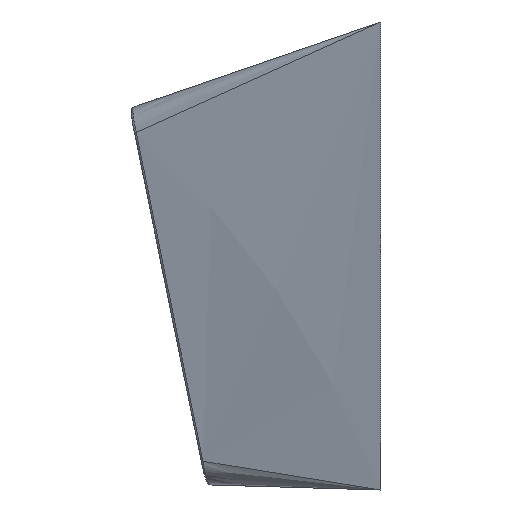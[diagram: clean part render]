
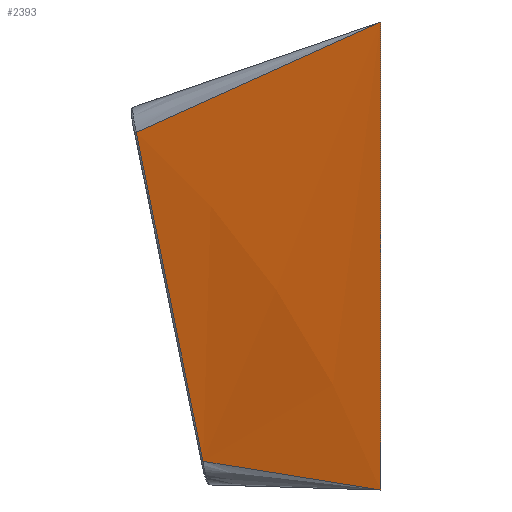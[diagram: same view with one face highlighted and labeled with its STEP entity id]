
A CAD part, left-side view. The second image highlights one B-rep face of the part: STEP entity #2393.
In plain terms, the highlighted free-form (B-spline) face has degree [3, 1] with [6, 2] control points.
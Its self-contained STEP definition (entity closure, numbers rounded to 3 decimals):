
#139 = EDGE_CURVE ( 'NONE', #1316, #1878, #495, .T. ) ;
#158 = CARTESIAN_POINT ( 'NONE',  ( 0., 0., 18. ) ) ;
#238 = CARTESIAN_POINT ( 'NONE',  ( 2.623, 6.833, 1.104 ) ) ;
#306 = EDGE_CURVE ( 'NONE', #646, #1986, #725, .T. ) ;
#324 = CARTESIAN_POINT ( 'NONE',  ( 2.628, 9.396, 13.756 ) ) ;
#463 = CARTESIAN_POINT ( 'NONE',  ( 0., 0., 15. ) ) ;
#489 = CARTESIAN_POINT ( 'NONE',  ( 1.83, 6.611, 15.035 ) ) ;
#495 = B_SPLINE_CURVE_WITH_KNOTS ( 'NONE', 3,
 ( #772, #2925, #489, #1459 ),
 .UNSPECIFIED., .F., .F.,
 ( 4, 4 ),
 ( 0., 0.991 ),
 .UNSPECIFIED. ) ;
#634 = FACE_OUTER_BOUND ( 'NONE', #984, .T. ) ;
#646 = VERTEX_POINT ( 'NONE', #2866 ) ;
#708 = CARTESIAN_POINT ( 'NONE',  ( 0., 0., 0. ) ) ;
#725 = B_SPLINE_CURVE_WITH_KNOTS ( 'NONE', 3,
 ( #2218, #1506, #1274, #2225 ),
 .UNSPECIFIED., .F., .F.,
 ( 4, 4 ),
 ( 0.011, 1. ),
 .UNSPECIFIED. ) ;
#772 = CARTESIAN_POINT ( 'NONE',  ( 0., 0., 18. ) ) ;
#841 = ORIENTED_EDGE ( 'NONE', *, *, #1477, .T. ) ;
#867 = ORIENTED_EDGE ( 'NONE', *, *, #306, .T. ) ;
#958 = CARTESIAN_POINT ( 'NONE',  ( 0., 0., 6. ) ) ;
#984 = EDGE_LOOP ( 'NONE', ( #2121, #841, #867, #1676 ) ) ;
#1142 = B_SPLINE_SURFACE_WITH_KNOTS ( 'NONE', 3, 1, ( 
 ( #708, #1892 ),
 ( #2396, #2142 ),
 ( #958, #2383 ),
 ( #1427, #2871 ),
 ( #463, #3098 ),
 ( #2131, #1660 ) ),
 .UNSPECIFIED., .F., .F., .F.,
 ( 4, 2, 4 ),
 ( 2, 2 ),
 ( 0., 0.5, 1. ),
 ( 0., 1. ),
 .UNSPECIFIED. ) ;
#1150 = CARTESIAN_POINT ( 'NONE',  ( 0., 0., 0. ) ) ;
#1189 = EDGE_CURVE ( 'NONE', #1316, #1986, #2992, .T. ) ;
#1210 = CARTESIAN_POINT ( 'NONE',  ( 2.628, 9.396, 13.756 ) ) ;
#1274 = CARTESIAN_POINT ( 'NONE',  ( 0.942, 2.388, 0.411 ) ) ;
#1316 = VERTEX_POINT ( 'NONE', #1880 ) ;
#1427 = CARTESIAN_POINT ( 'NONE',  ( 0., 0., 12. ) ) ;
#1459 = CARTESIAN_POINT ( 'NONE',  ( 2.628, 9.396, 13.756 ) ) ;
#1477 = EDGE_CURVE ( 'NONE', #1878, #646, #2624, .T. ) ;
#1506 = CARTESIAN_POINT ( 'NONE',  ( 1.816, 4.665, 0.78 ) ) ;
#1660 = CARTESIAN_POINT ( 'NONE',  ( 2.65, 9.666, 14.672 ) ) ;
#1676 = ORIENTED_EDGE ( 'NONE', *, *, #1189, .F. ) ;
#1878 = VERTEX_POINT ( 'NONE', #324 ) ;
#1880 = CARTESIAN_POINT ( 'NONE',  ( 0., 0., 18. ) ) ;
#1892 = CARTESIAN_POINT ( 'NONE',  ( 2.65, 6.72, 0.199 ) ) ;
#1986 = VERTEX_POINT ( 'NONE', #1150 ) ;
#2121 = ORIENTED_EDGE ( 'NONE', *, *, #139, .T. ) ;
#2131 = CARTESIAN_POINT ( 'NONE',  ( 0., 0., 18. ) ) ;
#2142 = CARTESIAN_POINT ( 'NONE',  ( 2.65, 7.211, 2.612 ) ) ;
#2218 = CARTESIAN_POINT ( 'NONE',  ( 2.623, 6.833, 1.104 ) ) ;
#2225 = CARTESIAN_POINT ( 'NONE',  ( 0., 0., 0. ) ) ;
#2286 = DIRECTION ( 'NONE',  ( 0., 0., -1. ) ) ;
#2353 = VECTOR ( 'NONE', #2286, 1000. ) ;
#2383 = CARTESIAN_POINT ( 'NONE',  ( 2.65, 7.702, 5.024 ) ) ;
#2393 = ADVANCED_FACE ( 'NONE', ( #634 ), #1142, .T. ) ;
#2396 = CARTESIAN_POINT ( 'NONE',  ( 0., 0., 3. ) ) ;
#2421 = CARTESIAN_POINT ( 'NONE',  ( 2.628, 9.046, 12.031 ) ) ;
#2435 = CARTESIAN_POINT ( 'NONE',  ( 2.625, 7.589, 4.842 ) ) ;
#2624 = B_SPLINE_CURVE_WITH_KNOTS ( 'NONE', 3,
 ( #1210, #2421, #2635, #2891, #2643, #3114, #2435, #2877, #2654, #238 ),
 .UNSPECIFIED., .F., .F.,
 ( 4, 3, 3, 4 ),
 ( 0., 0.005, 0.009, 0.013 ),
 .UNSPECIFIED. ) ;
#2635 = CARTESIAN_POINT ( 'NONE',  ( 2.627, 8.697, 10.306 ) ) ;
#2643 = CARTESIAN_POINT ( 'NONE',  ( 2.626, 8.094, 7.335 ) ) ;
#2654 = CARTESIAN_POINT ( 'NONE',  ( 2.623, 7.085, 2.35 ) ) ;
#2866 = CARTESIAN_POINT ( 'NONE',  ( 2.623, 6.833, 1.104 ) ) ;
#2871 = CARTESIAN_POINT ( 'NONE',  ( 2.65, 8.684, 9.848 ) ) ;
#2877 = CARTESIAN_POINT ( 'NONE',  ( 2.624, 7.337, 3.596 ) ) ;
#2891 = CARTESIAN_POINT ( 'NONE',  ( 2.626, 8.347, 8.581 ) ) ;
#2925 = CARTESIAN_POINT ( 'NONE',  ( 0.954, 3.478, 16.45 ) ) ;
#2992 = LINE ( 'NONE', #158, #2353 ) ;
#3098 = CARTESIAN_POINT ( 'NONE',  ( 2.65, 9.175, 12.26 ) ) ;
#3114 = CARTESIAN_POINT ( 'NONE',  ( 2.625, 7.842, 6.089 ) ) ;
